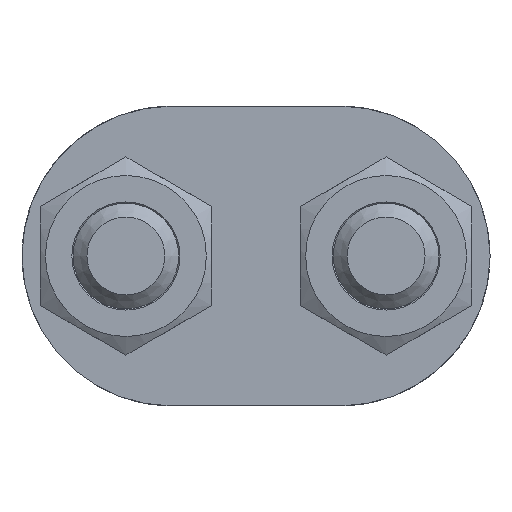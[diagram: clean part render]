
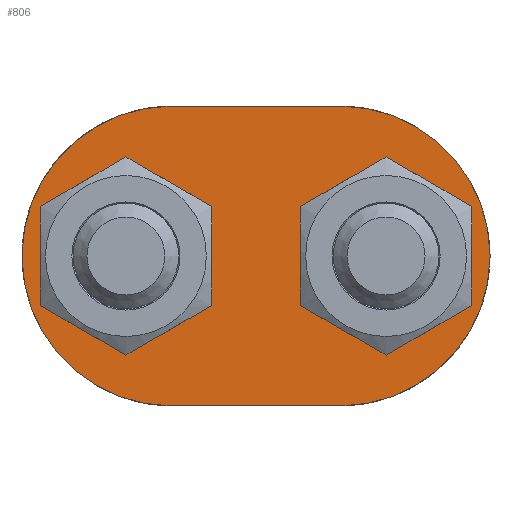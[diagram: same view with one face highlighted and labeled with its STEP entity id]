
A CAD part, front view. The second image highlights one B-rep face of the part: STEP entity #806.
In plain terms, the highlighted planar face has unit normal (0, -1, 0).
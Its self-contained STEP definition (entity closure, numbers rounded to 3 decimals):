
#59=PLANE($,#882);
#94=LINE($,#1307,#150);
#99=LINE($,#1317,#155);
#104=LINE($,#1326,#160);
#105=LINE($,#1327,#161);
#150=VECTOR($,#1010,7.862);
#155=VECTOR($,#1019,0.166);
#160=VECTOR($,#1028,0.166);
#161=VECTOR($,#1029,7.862);
#199=FACE_BOUND($,#293,.T.);
#200=FACE_BOUND($,#294,.T.);
#242=FACE_OUTER_BOUND($,#292,.T.);
#292=EDGE_LOOP($,(#613,#614,#615,#616,#617,#618,#619,#620));
#293=EDGE_LOOP($,(#621));
#294=EDGE_LOOP($,(#622));
#345=CIRCLE($,#853,3.175);
#346=CIRCLE($,#858,3.175);
#347=CIRCLE($,#863,6.859);
#350=CIRCLE($,#869,6.859);
#351=CIRCLE($,#871,6.859);
#353=CIRCLE($,#875,6.859);
#369=VERTEX_POINT($,#1191);
#375=VERTEX_POINT($,#1226);
#381=VERTEX_POINT($,#1261);
#383=VERTEX_POINT($,#1264);
#389=VERTEX_POINT($,#1277);
#390=VERTEX_POINT($,#1279);
#391=VERTEX_POINT($,#1283);
#392=VERTEX_POINT($,#1284);
#396=VERTEX_POINT($,#1294);
#397=VERTEX_POINT($,#1295);
#449=EDGE_CURVE($,#369,#369,#345,.T.);
#455=EDGE_CURVE($,#375,#375,#346,.T.);
#462=EDGE_CURVE($,#383,#381,#347,.T.);
#469=EDGE_CURVE($,#390,#389,#350,.T.);
#471=EDGE_CURVE($,#391,#392,#351,.T.);
#476=EDGE_CURVE($,#396,#397,#353,.T.);
#482=EDGE_CURVE($,#390,#392,#94,.T.);
#488=EDGE_CURVE($,#389,#396,#99,.T.);
#493=EDGE_CURVE($,#391,#381,#104,.T.);
#494=EDGE_CURVE($,#397,#383,#105,.T.);
#613=ORIENTED_EDGE($,*,*,#462,.T.);
#614=ORIENTED_EDGE($,*,*,#493,.F.);
#615=ORIENTED_EDGE($,*,*,#471,.T.);
#616=ORIENTED_EDGE($,*,*,#482,.F.);
#617=ORIENTED_EDGE($,*,*,#469,.T.);
#618=ORIENTED_EDGE($,*,*,#488,.T.);
#619=ORIENTED_EDGE($,*,*,#476,.T.);
#620=ORIENTED_EDGE($,*,*,#494,.T.);
#621=ORIENTED_EDGE($,*,*,#455,.T.);
#622=ORIENTED_EDGE($,*,*,#449,.T.);
#806=ADVANCED_FACE($,(#242,#199,#200),#59,.T.);
#853=AXIS2_PLACEMENT_3D($,#1192,#949,#950);
#858=AXIS2_PLACEMENT_3D($,#1227,#959,#960);
#863=AXIS2_PLACEMENT_3D($,#1265,#970,#971);
#869=AXIS2_PLACEMENT_3D($,#1280,#984,#985);
#871=AXIS2_PLACEMENT_3D($,#1285,#989,#990);
#875=AXIS2_PLACEMENT_3D($,#1296,#999,#1000);
#882=AXIS2_PLACEMENT_3D($,#1325,#1026,#1027);
#949=DIRECTION('center_axis',(0.,1.,0.));
#950=DIRECTION('ref_axis',(1.,0.,0.));
#959=DIRECTION('center_axis',(0.,1.,0.));
#960=DIRECTION('ref_axis',(1.,0.,0.));
#970=DIRECTION('center_axis',(0.,-1.,0.));
#971=DIRECTION('ref_axis',(0.012,0.,1.));
#984=DIRECTION('center_axis',(0.,-1.,0.));
#985=DIRECTION('ref_axis',(-0.012,0.,-1.));
#989=DIRECTION('center_axis',(0.,-1.,0.));
#990=DIRECTION('ref_axis',(0.012,0.,1.));
#999=DIRECTION('center_axis',(0.,-1.,0.));
#1000=DIRECTION('ref_axis',(-0.012,0.,-1.));
#1010=DIRECTION($,(1.,0.,0.));
#1019=DIRECTION($,(0.,0.,-1.));
#1026=DIRECTION('center_axis',(0.,-1.,0.));
#1027=DIRECTION('ref_axis',(0.,0.,-1.));
#1028=DIRECTION($,(0.,0.,-1.));
#1029=DIRECTION($,(1.,0.,0.));
#1191=CARTESIAN_POINT('',(2.778,0.,0.));
#1192=CARTESIAN_POINT('Origin',(5.953,0.,0.));
#1226=CARTESIAN_POINT('',(-9.128,0.,0.));
#1227=CARTESIAN_POINT('Origin',(-5.953,0.,0.));
#1261=CARTESIAN_POINT('',(10.706,0.,-0.083));
#1264=CARTESIAN_POINT('',(3.931,0.,-6.858));
#1265=CARTESIAN_POINT('Origin',(3.848,0.,0.));
#1277=CARTESIAN_POINT('',(-10.706,0.,0.083));
#1279=CARTESIAN_POINT('',(-3.931,0.,6.858));
#1280=CARTESIAN_POINT('Origin',(-3.848,0.,0.));
#1283=CARTESIAN_POINT('',(10.706,0.,0.083));
#1284=CARTESIAN_POINT('',(3.931,0.,6.858));
#1285=CARTESIAN_POINT('Origin',(3.848,0.,0.));
#1294=CARTESIAN_POINT('',(-10.706,0.,-0.083));
#1295=CARTESIAN_POINT('',(-3.931,0.,-6.858));
#1296=CARTESIAN_POINT('Origin',(-3.848,0.,0.));
#1307=CARTESIAN_POINT($,(-3.931,0.,6.858));
#1317=CARTESIAN_POINT($,(-10.706,0.,0.083));
#1325=CARTESIAN_POINT('Origin',(-10.706,0.,6.858));
#1326=CARTESIAN_POINT($,(10.706,0.,0.083));
#1327=CARTESIAN_POINT($,(-3.931,0.,-6.858));
